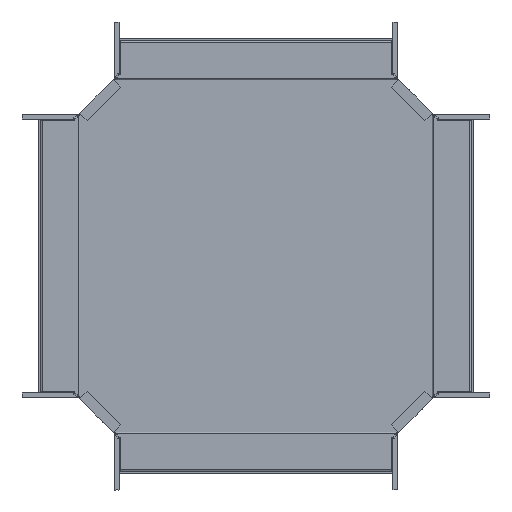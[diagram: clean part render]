
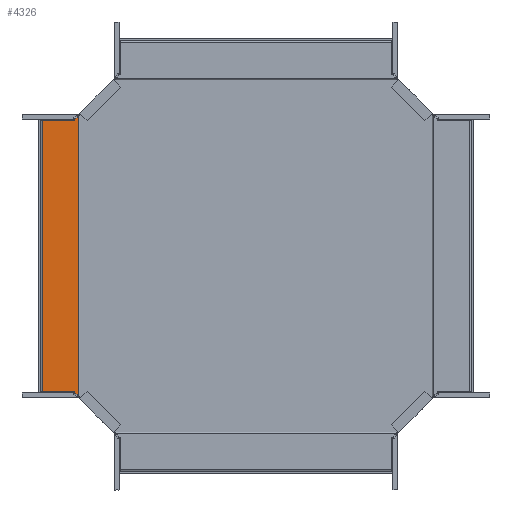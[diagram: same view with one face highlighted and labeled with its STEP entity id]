
A CAD part, front view. The second image highlights one B-rep face of the part: STEP entity #4326.
In plain terms, the highlighted planar face has unit normal (0, -1, 0).
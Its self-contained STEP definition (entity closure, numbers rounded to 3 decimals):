
#90 = EDGE_CURVE ( 'NONE', #1600, #4761, #2947, .T. ) ;
#91 = CARTESIAN_POINT ( 'NONE',  ( -247.939, -2.25, 195.213 ) ) ;
#191 = VECTOR ( 'NONE', #5633, 1000. ) ;
#277 = EDGE_CURVE ( 'NONE', #4498, #2277, #4090, .T. ) ;
#278 = VECTOR ( 'NONE', #992, 1000. ) ;
#299 = CARTESIAN_POINT ( 'NONE',  ( -247.815, -2.25, -195.29 ) ) ;
#418 = VERTEX_POINT ( 'NONE', #2355 ) ;
#508 = EDGE_CURVE ( 'NONE', #5900, #1600, #4495, .T. ) ;
#555 = CARTESIAN_POINT ( 'NONE',  ( -247.384, -2.25, 195.546 ) ) ;
#796 = VECTOR ( 'NONE', #2912, 1000. ) ;
#886 = CARTESIAN_POINT ( 'NONE',  ( -247.384, -2.25, -195.546 ) ) ;
#924 = CARTESIAN_POINT ( 'NONE',  ( -298.912, -2.25, -7.302 ) ) ;
#992 = DIRECTION ( 'NONE',  ( 0., 0., -1. ) ) ;
#1058 = LINE ( 'NONE', #3441, #796 ) ;
#1298 = ORIENTED_EDGE ( 'NONE', *, *, #3307, .F. ) ;
#1433 = LINE ( 'NONE', #2401, #1516 ) ;
#1435 = EDGE_CURVE ( 'NONE', #2650, #5900, #2761, .T. ) ;
#1502 = CARTESIAN_POINT ( 'NONE',  ( -298.912, -2.25, 189.75 ) ) ;
#1516 = VECTOR ( 'NONE', #1904, 1000. ) ;
#1600 = VERTEX_POINT ( 'NONE', #555 ) ;
#1714 = CARTESIAN_POINT ( 'NONE',  ( -247.807, -2.25, -195.295 ) ) ;
#1758 = FACE_OUTER_BOUND ( 'NONE', #5243, .T. ) ;
#1811 = CARTESIAN_POINT ( 'NONE',  ( -248.125, -2.25, -195.092 ) ) ;
#1904 = DIRECTION ( 'NONE',  ( 0.707, 0., -0.707 ) ) ;
#1917 = CARTESIAN_POINT ( 'NONE',  ( -247.384, -2.25, 195.546 ) ) ;
#1955 = ORIENTED_EDGE ( 'NONE', *, *, #6048, .T. ) ;
#2060 = CARTESIAN_POINT ( 'NONE',  ( -248.212, -2.25, 195.035 ) ) ;
#2156 = CARTESIAN_POINT ( 'NONE',  ( -247.808, -2.25, -195.294 ) ) ;
#2246 = ORIENTED_EDGE ( 'NONE', *, *, #508, .F. ) ;
#2277 = VERTEX_POINT ( 'NONE', #1502 ) ;
#2355 = CARTESIAN_POINT ( 'NONE',  ( -248.212, -2.25, -195.035 ) ) ;
#2381 = CARTESIAN_POINT ( 'NONE',  ( 0.076, -2.25, 0. ) ) ;
#2384 = CARTESIAN_POINT ( 'NONE',  ( -248.212, -2.25, 195.035 ) ) ;
#2394 = CARTESIAN_POINT ( 'NONE',  ( -247.384, -2.25, 0. ) ) ;
#2401 = CARTESIAN_POINT ( 'NONE',  ( -253.497, -2.25, -189.75 ) ) ;
#2460 = CARTESIAN_POINT ( 'NONE',  ( -247.384, -2.25, -195.546 ) ) ;
#2650 = VERTEX_POINT ( 'NONE', #3321 ) ;
#2673 = EDGE_CURVE ( 'NONE', #4498, #3767, #1058, .T. ) ;
#2714 = CARTESIAN_POINT ( 'NONE',  ( -247.511, -2.25, -195.476 ) ) ;
#2761 = LINE ( 'NONE', #5165, #5529 ) ;
#2777 = CARTESIAN_POINT ( 'NONE',  ( -247.847, -2.25, -195.27 ) ) ;
#2912 = DIRECTION ( 'NONE',  ( 1., 0., 0. ) ) ;
#2947 = LINE ( 'NONE', #2394, #278 ) ;
#3093 = ORIENTED_EDGE ( 'NONE', *, *, #277, .F. ) ;
#3173 = ORIENTED_EDGE ( 'NONE', *, *, #4762, .T. ) ;
#3248 = CARTESIAN_POINT ( 'NONE',  ( -247.897, -2.25, -195.238 ) ) ;
#3307 = EDGE_CURVE ( 'NONE', #2277, #2650, #4336, .T. ) ;
#3309 = DIRECTION ( 'NONE',  ( 0., -1., 0. ) ) ;
#3321 = CARTESIAN_POINT ( 'NONE',  ( -253.497, -2.25, 189.75 ) ) ;
#3441 = CARTESIAN_POINT ( 'NONE',  ( -253.497, -2.25, -189.75 ) ) ;
#3442 = ORIENTED_EDGE ( 'NONE', *, *, #1435, .F. ) ;
#3506 = CARTESIAN_POINT ( 'NONE',  ( -253.497, -2.25, -189.75 ) ) ;
#3607 = CARTESIAN_POINT ( 'NONE',  ( -298.912, -2.25, -189.75 ) ) ;
#3635 = ORIENTED_EDGE ( 'NONE', *, *, #2673, .T. ) ;
#3650 = PLANE ( 'NONE',  #4998 ) ;
#3755 = DIRECTION ( 'NONE',  ( 0.707, 0., 0.707 ) ) ;
#3767 = VERTEX_POINT ( 'NONE', #3506 ) ;
#3780 = DIRECTION ( 'NONE',  ( 1., 0., 0. ) ) ;
#3872 = CARTESIAN_POINT ( 'NONE',  ( -247.667, -2.25, 195.389 ) ) ;
#4090 = LINE ( 'NONE', #924, #191 ) ;
#4276 = DIRECTION ( 'NONE',  ( -1., 0., 0. ) ) ;
#4302 = CARTESIAN_POINT ( 'NONE',  ( -253.497, -2.25, 189.75 ) ) ;
#4326 = ADVANCED_FACE ( 'NONE', ( #1758 ), #3650, .T. ) ;
#4336 = LINE ( 'NONE', #4302, #5543 ) ;
#4495 = B_SPLINE_CURVE_WITH_KNOTS ( 'NONE', 3,
 ( #2384, #91, #3872, #1917 ),
 .UNSPECIFIED., .F., .F.,
 ( 4, 4 ),
 ( 0., 1. ),
 .UNSPECIFIED. ) ;
#4498 = VERTEX_POINT ( 'NONE', #3607 ) ;
#4552 = CARTESIAN_POINT ( 'NONE',  ( -248.008, -2.25, -195.167 ) ) ;
#4586 = ORIENTED_EDGE ( 'NONE', *, *, #90, .F. ) ;
#4761 = VERTEX_POINT ( 'NONE', #2460 ) ;
#4762 = EDGE_CURVE ( 'NONE', #3767, #418, #1433, .T. ) ;
#4998 = AXIS2_PLACEMENT_3D ( 'NONE', #2381, #3309, #4276 ) ;
#5021 = CARTESIAN_POINT ( 'NONE',  ( -247.824, -2.25, -195.284 ) ) ;
#5165 = CARTESIAN_POINT ( 'NONE',  ( -253.497, -2.25, 189.75 ) ) ;
#5243 = EDGE_LOOP ( 'NONE', ( #3173, #1955, #4586, #2246, #3442, #1298, #3093, #3635 ) ) ;
#5315 = B_SPLINE_CURVE_WITH_KNOTS ( 'NONE', 3,
 ( #6023, #1811, #4552, #3248, #2777, #5021, #299, #2156, #1714, #5993, #2714, #886 ),
 .UNSPECIFIED., .F., .F.,
 ( 4, 1, 1, 1, 1, 2, 2, 4 ),
 ( 0., 0.25, 0.375, 0.437, 0.469, 0.484, 0.5, 1. ),
 .UNSPECIFIED. ) ;
#5529 = VECTOR ( 'NONE', #3755, 1000. ) ;
#5543 = VECTOR ( 'NONE', #3780, 1000. ) ;
#5633 = DIRECTION ( 'NONE',  ( 0., 0., 1. ) ) ;
#5900 = VERTEX_POINT ( 'NONE', #2060 ) ;
#5993 = CARTESIAN_POINT ( 'NONE',  ( -247.65, -2.25, -195.393 ) ) ;
#6023 = CARTESIAN_POINT ( 'NONE',  ( -248.212, -2.25, -195.035 ) ) ;
#6048 = EDGE_CURVE ( 'NONE', #418, #4761, #5315, .T. ) ;
